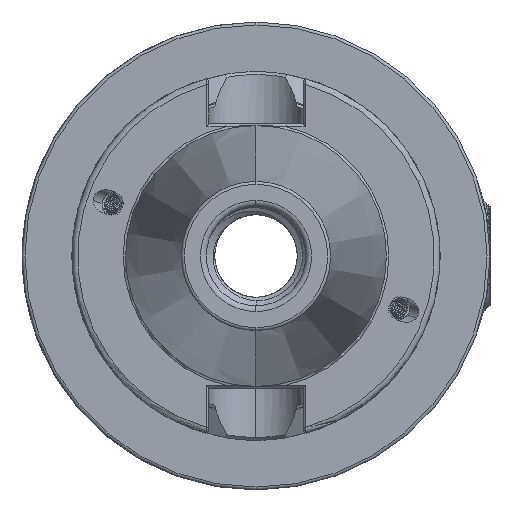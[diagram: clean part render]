
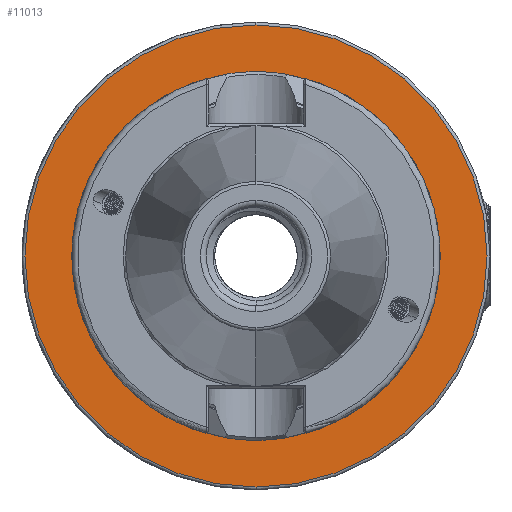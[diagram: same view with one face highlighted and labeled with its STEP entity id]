
A CAD part, left-side view. The second image highlights one B-rep face of the part: STEP entity #11013.
In plain terms, the highlighted planar face has unit normal (-1, 0, 0).
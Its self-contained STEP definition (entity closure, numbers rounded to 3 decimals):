
#243 = ORIENTED_EDGE ( 'NONE', *, *, #1187, .F. ) ;
#883 = EDGE_CURVE ( 'NONE', #9365, #9375, #1278, .T. ) ;
#961 = EDGE_CURVE ( 'NONE', #9348, #9350, #1321, .T. ) ;
#1187 = EDGE_CURVE ( 'NONE', #9375, #9365, #15093, .T. ) ;
#1278 = CIRCLE ( 'NONE', #8968, 39.5 ) ;
#1321 = CIRCLE ( 'NONE', #8972, 31.3 ) ;
#1472 = CARTESIAN_POINT ( 'NONE',  ( 32., 0., 0. ) ) ;
#1479 = DIRECTION ( 'NONE',  ( 1., 0., 0. ) ) ;
#1480 = DIRECTION ( 'NONE',  ( 0., 0., -1. ) ) ;
#3173 = CARTESIAN_POINT ( 'NONE',  ( 32., 0., 39.5 ) ) ;
#3213 = CARTESIAN_POINT ( 'NONE',  ( 32., 0., -39.5 ) ) ;
#3261 = CARTESIAN_POINT ( 'NONE',  ( 32., 0., -31.3 ) ) ;
#3269 = CARTESIAN_POINT ( 'NONE',  ( 32., 0., 31.3 ) ) ;
#4569 = ORIENTED_EDGE ( 'NONE', *, *, #883, .F. ) ;
#6586 = DIRECTION ( 'NONE',  ( 1., 0., 0. ) ) ;
#6589 = DIRECTION ( 'NONE',  ( 0., 0., -1. ) ) ;
#6628 = CARTESIAN_POINT ( 'NONE',  ( 32., 0., 0. ) ) ;
#7257 = CARTESIAN_POINT ( 'NONE',  ( 32., 0., 0. ) ) ;
#7259 = DIRECTION ( 'NONE',  ( 1., 0., 0. ) ) ;
#7261 = DIRECTION ( 'NONE',  ( 0., 0., 1. ) ) ;
#8834 = EDGE_CURVE ( 'NONE', #9350, #9348, #15815, .T. ) ;
#8968 = AXIS2_PLACEMENT_3D ( 'NONE', #6628, #6586, #6589 ) ;
#8972 = AXIS2_PLACEMENT_3D ( 'NONE', #7257, #7259, #7261 ) ;
#9348 = VERTEX_POINT ( 'NONE', #3261 ) ;
#9350 = VERTEX_POINT ( 'NONE', #3269 ) ;
#9365 = VERTEX_POINT ( 'NONE', #3173 ) ;
#9375 = VERTEX_POINT ( 'NONE', #3213 ) ;
#11013 = ADVANCED_FACE ( 'NONE', ( #16378, #16352 ), #23036, .T. ) ;
#13070 = AXIS2_PLACEMENT_3D ( 'NONE', #25537, #25482, #25532 ) ;
#13109 = AXIS2_PLACEMENT_3D ( 'NONE', #1472, #1479, #1480 ) ;
#13364 = EDGE_LOOP ( 'NONE', ( #243, #4569 ) ) ;
#13398 = EDGE_LOOP ( 'NONE', ( #24016, #24022 ) ) ;
#15093 = CIRCLE ( 'NONE', #13109, 39.5 ) ;
#15815 = CIRCLE ( 'NONE', #13070, 31.3 ) ;
#16352 = FACE_OUTER_BOUND ( 'NONE', #13364, .T. ) ;
#16378 = FACE_BOUND ( 'NONE', #13398, .T. ) ;
#23036 = PLANE ( 'NONE',  #23921 ) ;
#23037 = DIRECTION ( 'NONE',  ( -1., 0., 0. ) ) ;
#23067 = CARTESIAN_POINT ( 'NONE',  ( 32., 39.5, 0. ) ) ;
#23075 = DIRECTION ( 'NONE',  ( 0., 0., 1. ) ) ;
#23921 = AXIS2_PLACEMENT_3D ( 'NONE', #23067, #23037, #23075 ) ;
#24016 = ORIENTED_EDGE ( 'NONE', *, *, #8834, .T. ) ;
#24022 = ORIENTED_EDGE ( 'NONE', *, *, #961, .T. ) ;
#25482 = DIRECTION ( 'NONE',  ( 1., 0., 0. ) ) ;
#25532 = DIRECTION ( 'NONE',  ( 0., 0., 1. ) ) ;
#25537 = CARTESIAN_POINT ( 'NONE',  ( 32., 0., 0. ) ) ;
